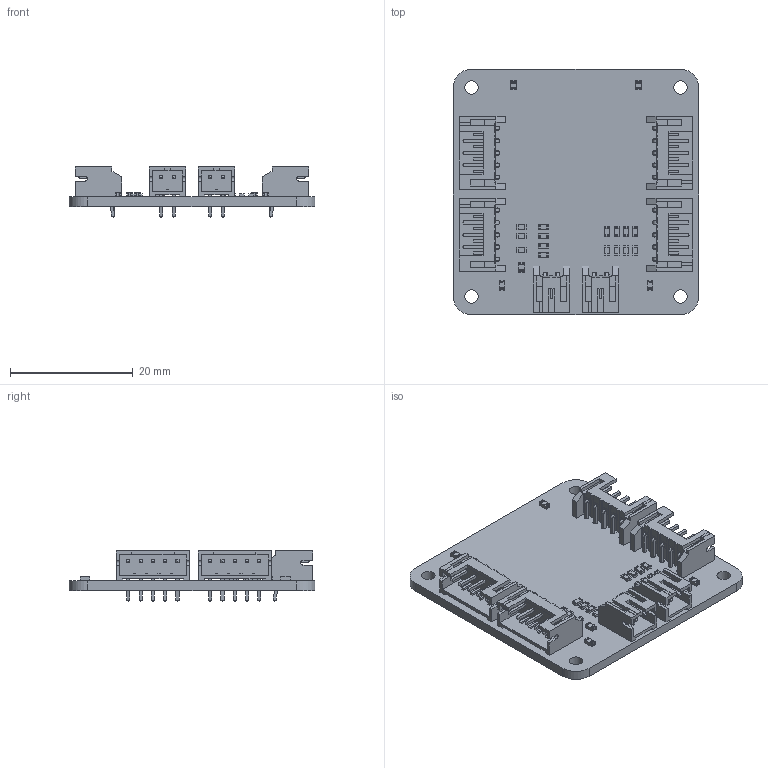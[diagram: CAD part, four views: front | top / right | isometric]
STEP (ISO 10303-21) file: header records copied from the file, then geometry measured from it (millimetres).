
FILE_DESCRIPTION(('KiCad electronic assembly'),'2;1');
FILE_NAME('ESP32_module.step','2024-09-01T20:03:48',('Pcbnew'),('Kicad') ,'Open CASCADE STEP processor 7.7','KiCad to STEP converter','Unknown' );
FILE_SCHEMA(('AUTOMOTIVE_DESIGN { 1 0 10303 214 1 1 1 1 }'));
Length unit declared in the file: millimetre
Products named in the file (10): ESP32_module 1; JST_PH_S2B-PH-K_1x02_P2.00mm_Horizontal; JST_S2B_PH_K; R_0603_1608Metric; D_0603_1608Metric; D_0603; JST_PH_S5B-PH-K_1x05_P2.00mm_Horizontal; JST_S5B_PH_K; ESP32_module_PCB
Assembly tree (31 placements, depth 3):
  ESP32_module 1
    JST_PH_S2B-PH-K_1x02_P2.00mm_Horizontal  x2
      JST_S2B_PH_K
    R_0603_1608Metric  x15
      R_0603_1608Metric
    D_0603_1608Metric  x5
      D_0603
    JST_PH_S5B-PH-K_1x05_P2.00mm_Horizontal  x4
      JST_S5B_PH_K
    ESP32_module_PCB
Bounding box: 40 x 40 x 8.25 mm (x, y, z)
Volume: 3386.3 mm3; surface area: 6337.7 mm2
Topology: 27 solids, 27 shells, 1667 faces, 4524 edges, 2940 vertices
Faces by surface type: plane 1385, cylinder 282
Full cylindrical faces by diameter (mm): 0.75 x24, 2.2 x4
Entity records: 16351 total; most frequent: CARTESIAN_POINT 2461, ORIENTED_EDGE 2308, DIRECTION 2184, EDGE_CURVE 1154, LINE 1010, VECTOR 1010, VERTEX_POINT 752, AXIS2_PLACEMENT_3D 587
